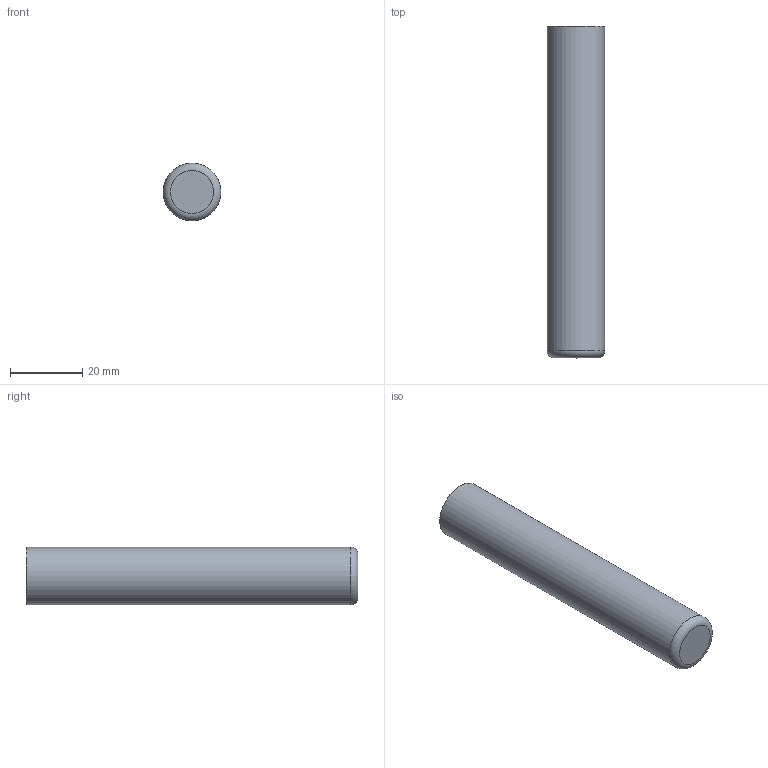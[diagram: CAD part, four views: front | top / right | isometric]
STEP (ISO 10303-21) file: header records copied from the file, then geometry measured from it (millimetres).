
FILE_DESCRIPTION(('OPEN MIND Model'),'2;1');
FILE_NAME('OPEN MIND Shape Model','2020-06-25T15:39:45',('Author'),( 'hyperCAD-S '),'hyperCAD-S STEP processor 6.6','hyperCAD-S 1.0' ,'Unknown');
FILE_SCHEMA(('AUTOMOTIVE_DESIGN { 1 0 10303 214 1 1 1 1 }'));
Length unit declared in the file: millimetre
Products named in the file (10): Product 6; Product 6.1; Product 6.2; Product 6.3; Product 6.4; Product 6.5; Product 6.6; Product 6.7; Product 6.8; Product 6.9
Assembly tree (9 placements, depth 2):
  Product 6
    Product 6.1
    Product 6.2
    Product 6.3
    Product 6.4
    Product 6.5
    Product 6.6
    Product 6.7
    Product 6.8
    Product 6.9
Bounding box: 16 x 92 x 16 mm (x, y, z)
Surface area: 9963.2 mm2
Topology: 2 solids, 2 shells, 8 faces, 18 edges, 22 vertices
Faces by surface type: plane 4, torus 2, cylinder 2
Full cylindrical faces by diameter (mm): 16 x2
Entity records: 571 total; most frequent: CARTESIAN_POINT 84, DIRECTION 83, AXIS2_PLACEMENT_3D 28, LINE 24, VECTOR 24, ORIENTED_EDGE 20, PCURVE 20, DEFINITIONAL_REPRESENTATION 20
